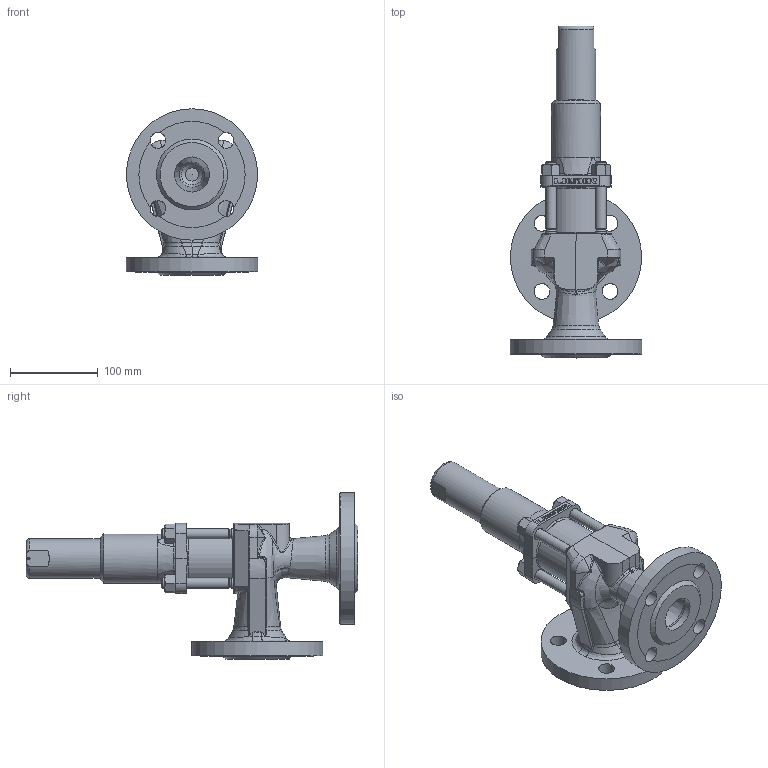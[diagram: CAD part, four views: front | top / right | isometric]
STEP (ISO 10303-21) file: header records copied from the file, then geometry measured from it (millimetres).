
FILE_DESCRIPTION(/* description */ (''),/* implementation_level */ '2;1');
FILE_NAME(/* name */ 'AT4523_128595.step',/* time_stamp */ '2025-08-06T15:00:40+02:00',/* author */ (''),/* organization */ (''),/* preprocessor_version */ 'ST-DEVELOPER v20.1',/* originating_system */ 'Autodesk Translation Framework v14.10.0.0',/* authorisation */ '');
FILE_SCHEMA (('AUTOMOTIVE_DESIGN { 1 0 10303 214 3 1 1 }'));
Products named in the file (7): 10000478490_G3D_000_ASM; 10000478491_G3D_000; 10000478492_G3D_000; 10000478493_G3D_000; 10000478494_G3D_000; 10000478495_G3D_000; 10000478496_G3D_000
Assembly tree (12 placements, depth 2):
  10000478490_G3D_000_ASM
    10000478491_G3D_000
    10000478492_G3D_000
    10000478493_G3D_000
    10000478494_G3D_000
    10000478495_G3D_000  x4
    10000478496_G3D_000  x4
Bounding box: 150 x 379 x 190 mm (x, y, z)
Volume: 1227374.8 mm3; surface area: 274983.8 mm2
Topology: 12 solids, 12 shells, 625 faces, 1529 edges, 945 vertices
Faces by surface type: bspline 191, plane 183, cylinder 136, cone 94, sphere 12, torus 9
Full cylindrical faces by diameter (mm): 3.15 x2, 10 x8, 12 x20, 14 x4, 15 x1, 18 x8, 24 x1, 29 x1, 31 x1, 33 x1, 33.5 x1, 40 x2, 42 x1, 45 x1, 46 x1, 48 x1, 50 x1, 54 x1, 56 x1, 60 x4, 65 x1, 150 x2
Entity records: 39768 total; most frequent: CARTESIAN_POINT 28781, ORIENTED_EDGE 2532, DIRECTION 1871, EDGE_CURVE 1266, VERTEX_POINT 786, AXIS2_PLACEMENT_3D 744, EDGE_LOOP 554, FACE_OUTER_BOUND 505
